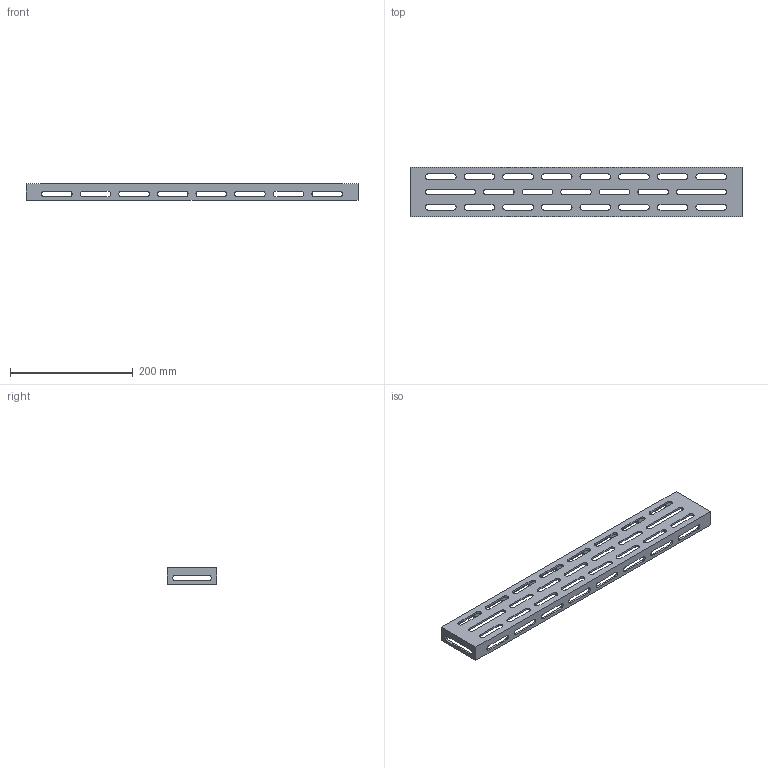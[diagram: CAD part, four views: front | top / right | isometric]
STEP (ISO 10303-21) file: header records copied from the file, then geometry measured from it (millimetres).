
FILE_DESCRIPTION (( 'STEP AP214' ), '1' );
FILE_NAME ('0396-0019-60-00.step', '2024-05-22T10:15:36', ( '' ), ( '' ), 'SwSTEP 2.0', 'SolidWorks 2019', '' );
FILE_SCHEMA (( 'AUTOMOTIVE_DESIGN' ));
Length unit declared in the file: millimetre
Products named in the file (1): 0396-0019-60-00
Bounding box: 541.5 x 80 x 26.5 mm (x, y, z)
Volume: 161130.6 mm3; surface area: 125247.1 mm2
Topology: 1 solids, 1 shells, 198 faces, 585 edges, 390 vertices
Faces by surface type: cylinder 105, plane 93
Entity records: 6877 total; most frequent: DIRECTION 1193, CARTESIAN_POINT 1174, ORIENTED_EDGE 1170, EDGE_CURVE 585, AXIS2_PLACEMENT_3D 409, VERTEX_POINT 390, VECTOR 375, LINE 375
